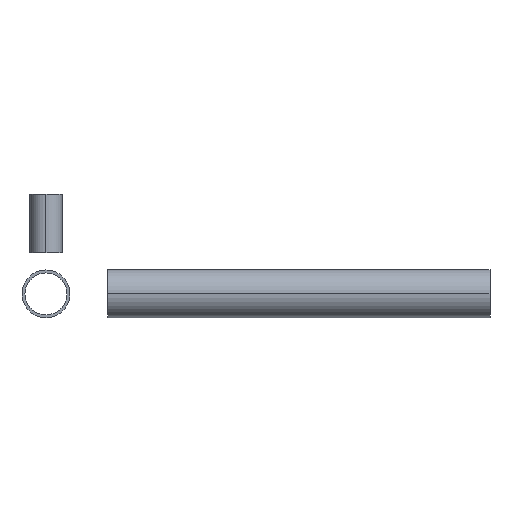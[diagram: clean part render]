
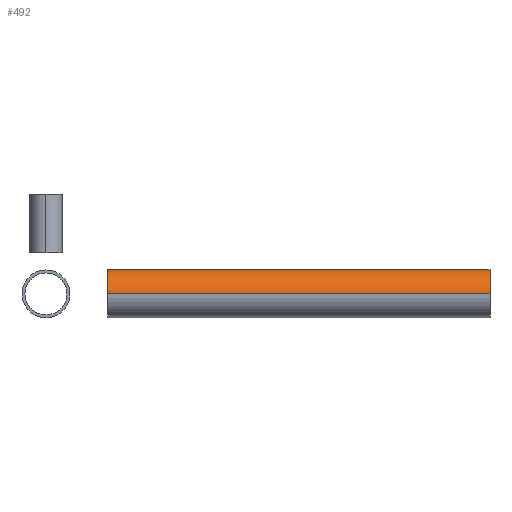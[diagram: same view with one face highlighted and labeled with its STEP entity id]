
A CAD part, left-side view. The second image highlights one B-rep face of the part: STEP entity #492.
In plain terms, the highlighted cylindrical face has radius 44.45 mm (diameter 88.9 mm), a partial arc.
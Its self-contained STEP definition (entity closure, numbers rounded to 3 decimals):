
#8 = CARTESIAN_POINT ( 'NONE',  ( 1005., -114.5, 0. ) ) ;
#38 = VECTOR ( 'NONE', #732, 1000. ) ;
#80 = ORIENTED_EDGE ( 'NONE', *, *, #403, .F. ) ;
#214 = CARTESIAN_POINT ( 'NONE',  ( 960.55, -114.5, 0. ) ) ;
#221 = CARTESIAN_POINT ( 'NONE',  ( 960.55, -823., 0. ) ) ;
#256 = DIRECTION ( 'NONE',  ( -1., 0., 0. ) ) ;
#268 = CYLINDRICAL_SURFACE ( 'NONE', #530, 44.45 ) ;
#280 = AXIS2_PLACEMENT_3D ( 'NONE', #8, #367, #772 ) ;
#359 = VERTEX_POINT ( 'NONE', #760 ) ;
#367 = DIRECTION ( 'NONE',  ( 0., 1., 0. ) ) ;
#403 = EDGE_CURVE ( 'NONE', #359, #736, #591, .T. ) ;
#439 = VECTOR ( 'NONE', #1003, 1000. ) ;
#460 = DIRECTION ( 'NONE',  ( 1., 0., 0. ) ) ;
#482 = CARTESIAN_POINT ( 'NONE',  ( 1049.45, -823., 0. ) ) ;
#492 = ADVANCED_FACE ( 'NONE', ( #940 ), #268, .T. ) ;
#530 = AXIS2_PLACEMENT_3D ( 'NONE', #549, #665, #460 ) ;
#533 = LINE ( 'NONE', #919, #439 ) ;
#549 = CARTESIAN_POINT ( 'NONE',  ( 1005., -114.5, 0. ) ) ;
#591 = CIRCLE ( 'NONE', #280, 44.45 ) ;
#665 = DIRECTION ( 'NONE',  ( 0., -1., 0. ) ) ;
#671 = ORIENTED_EDGE ( 'NONE', *, *, #1129, .T. ) ;
#718 = AXIS2_PLACEMENT_3D ( 'NONE', #1211, #750, #256 ) ;
#732 = DIRECTION ( 'NONE',  ( 0., -1., 0. ) ) ;
#736 = VERTEX_POINT ( 'NONE', #1065 ) ;
#750 = DIRECTION ( 'NONE',  ( 0., 1., 0. ) ) ;
#760 = CARTESIAN_POINT ( 'NONE',  ( 960.55, -114.5, 0. ) ) ;
#772 = DIRECTION ( 'NONE',  ( -1., 0., 0. ) ) ;
#825 = LINE ( 'NONE', #214, #38 ) ;
#880 = CIRCLE ( 'NONE', #718, 44.45 ) ;
#903 = EDGE_CURVE ( 'NONE', #359, #924, #825, .T. ) ;
#914 = EDGE_CURVE ( 'NONE', #736, #1190, #533, .T. ) ;
#919 = CARTESIAN_POINT ( 'NONE',  ( 1049.45, -114.5, 0. ) ) ;
#924 = VERTEX_POINT ( 'NONE', #221 ) ;
#940 = FACE_OUTER_BOUND ( 'NONE', #1208, .T. ) ;
#965 = ORIENTED_EDGE ( 'NONE', *, *, #914, .F. ) ;
#1003 = DIRECTION ( 'NONE',  ( 0., -1., 0. ) ) ;
#1007 = ORIENTED_EDGE ( 'NONE', *, *, #903, .T. ) ;
#1065 = CARTESIAN_POINT ( 'NONE',  ( 1049.45, -114.5, 0. ) ) ;
#1129 = EDGE_CURVE ( 'NONE', #924, #1190, #880, .T. ) ;
#1190 = VERTEX_POINT ( 'NONE', #482 ) ;
#1208 = EDGE_LOOP ( 'NONE', ( #80, #1007, #671, #965 ) ) ;
#1211 = CARTESIAN_POINT ( 'NONE',  ( 1005., -823., 0. ) ) ;
